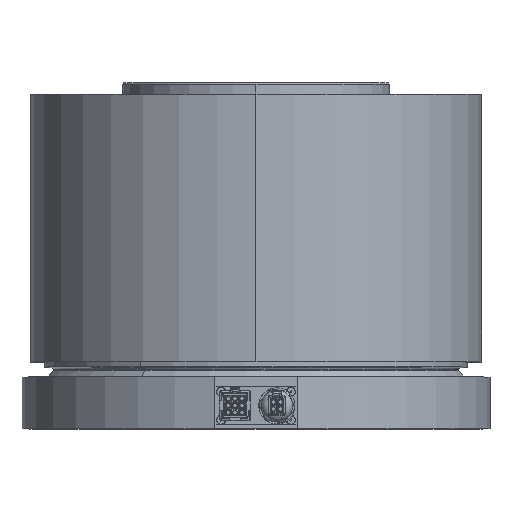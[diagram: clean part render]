
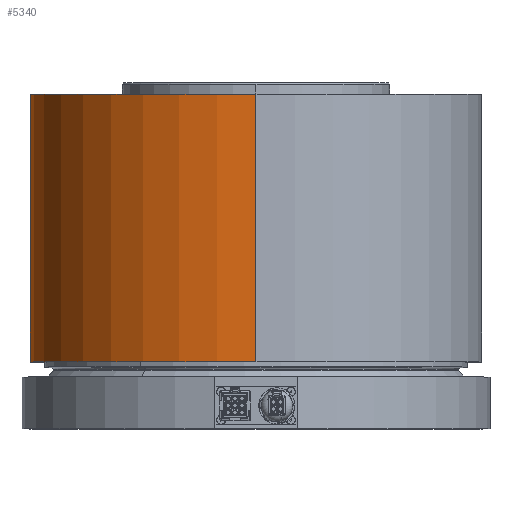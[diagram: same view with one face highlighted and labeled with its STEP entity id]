
A CAD part, top view. The second image highlights one B-rep face of the part: STEP entity #5340.
In plain terms, the highlighted cylindrical face has radius 135 mm (diameter 270 mm), a partial arc.
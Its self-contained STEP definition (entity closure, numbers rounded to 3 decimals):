
#1852 = AXIS2_PLACEMENT_3D ( 'NONE', #32359, #6224, #41615 ) ;
#2553 = CARTESIAN_POINT ( 'NONE',  ( 0., 40., 135. ) ) ;
#3084 = FACE_OUTER_BOUND ( 'NONE', #47693, .T. ) ;
#3094 = DIRECTION ( 'NONE',  ( 0., 0., -1. ) ) ;
#3126 = ORIENTED_EDGE ( 'NONE', *, *, #6596, .F. ) ;
#3552 = EDGE_CURVE ( 'NONE', #41994, #28362, #45651, .T. ) ;
#4831 = CARTESIAN_POINT ( 'NONE',  ( 0., 40., 0. ) ) ;
#5264 = AXIS2_PLACEMENT_3D ( 'NONE', #56284, #29697, #3094 ) ;
#5340 = ADVANCED_FACE ( 'NONE', ( #3084 ), #46054, .T. ) ;
#6224 = DIRECTION ( 'NONE',  ( 0., 1., 0. ) ) ;
#6596 = EDGE_CURVE ( 'NONE', #28362, #33908, #41771, .T. ) ;
#9337 = DIRECTION ( 'NONE',  ( 0.259, 0., -0.966 ) ) ;
#9542 = EDGE_CURVE ( 'NONE', #40131, #33908, #11822, .T. ) ;
#11822 = LINE ( 'NONE', #57578, #56246 ) ;
#12514 = EDGE_CURVE ( 'NONE', #41994, #40131, #42164, .T. ) ;
#13472 = DIRECTION ( 'NONE',  ( 0., 1., 0. ) ) ;
#28362 = VERTEX_POINT ( 'NONE', #43932 ) ;
#29360 = AXIS2_PLACEMENT_3D ( 'NONE', #4831, #35847, #9337 ) ;
#29520 = CARTESIAN_POINT ( 'NONE',  ( 0., 40., -135. ) ) ;
#29697 = DIRECTION ( 'NONE',  ( 0., 1., 0. ) ) ;
#32359 = CARTESIAN_POINT ( 'NONE',  ( 0., 181.441, 0. ) ) ;
#33908 = VERTEX_POINT ( 'NONE', #48606 ) ;
#35039 = DIRECTION ( 'NONE',  ( 0., 1., 0. ) ) ;
#35847 = DIRECTION ( 'NONE',  ( 0., 1., 0. ) ) ;
#37847 = ORIENTED_EDGE ( 'NONE', *, *, #9542, .T. ) ;
#39989 = CARTESIAN_POINT ( 'NONE',  ( 0., 181.441, -135. ) ) ;
#40131 = VERTEX_POINT ( 'NONE', #2553 ) ;
#41615 = DIRECTION ( 'NONE',  ( 0., 0., -1. ) ) ;
#41771 = CIRCLE ( 'NONE', #5264, 135. ) ;
#41994 = VERTEX_POINT ( 'NONE', #29520 ) ;
#42030 = ORIENTED_EDGE ( 'NONE', *, *, #12514, .T. ) ;
#42164 = CIRCLE ( 'NONE', #29360, 135. ) ;
#43932 = CARTESIAN_POINT ( 'NONE',  ( 0., 200., -135. ) ) ;
#45506 = ORIENTED_EDGE ( 'NONE', *, *, #3552, .F. ) ;
#45651 = LINE ( 'NONE', #39989, #57498 ) ;
#46054 = CYLINDRICAL_SURFACE ( 'NONE', #1852, 135. ) ;
#47693 = EDGE_LOOP ( 'NONE', ( #42030, #37847, #3126, #45506 ) ) ;
#48606 = CARTESIAN_POINT ( 'NONE',  ( 0., 200., 135. ) ) ;
#56246 = VECTOR ( 'NONE', #35039, 1000. ) ;
#56284 = CARTESIAN_POINT ( 'NONE',  ( 0., 200., 0. ) ) ;
#57498 = VECTOR ( 'NONE', #13472, 1000. ) ;
#57578 = CARTESIAN_POINT ( 'NONE',  ( 0., 181.441, 135. ) ) ;
